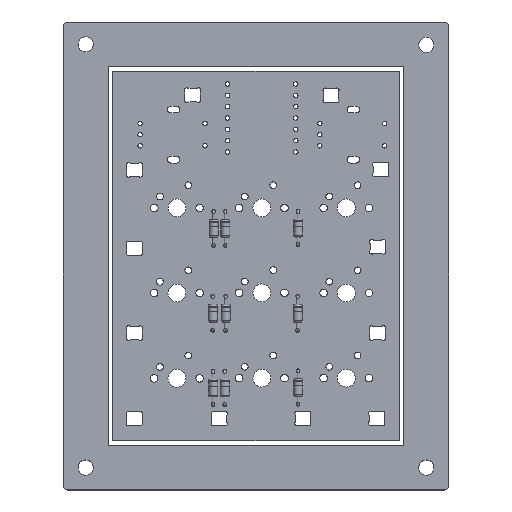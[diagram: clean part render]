
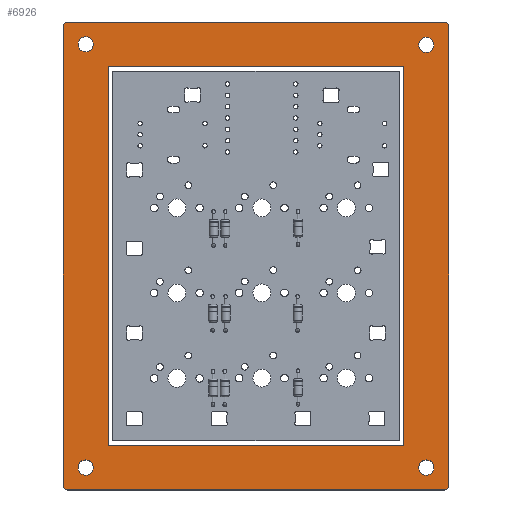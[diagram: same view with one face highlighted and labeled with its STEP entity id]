
A CAD part, top view. The second image highlights one B-rep face of the part: STEP entity #6926.
In plain terms, the highlighted planar face has unit normal (0, 0, 1).
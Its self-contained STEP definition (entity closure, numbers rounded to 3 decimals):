
#546=FACE_BOUND('',#1945,.T.);
#547=FACE_BOUND('',#1946,.T.);
#548=FACE_BOUND('',#1947,.T.);
#549=FACE_BOUND('',#1948,.T.);
#550=FACE_BOUND('',#1949,.T.);
#1059=CIRCLE('',#7795,1.);
#1060=CIRCLE('',#7798,1.);
#1061=CIRCLE('',#7799,1.);
#1062=CIRCLE('',#7800,1.);
#1063=CIRCLE('',#7801,1.7);
#1064=CIRCLE('',#7802,1.7);
#1065=CIRCLE('',#7803,1.7);
#1066=CIRCLE('',#7804,1.7);
#1397=FACE_OUTER_BOUND('',#1944,.T.);
#1944=EDGE_LOOP('',(#6425,#6426,#6427,#6428,#6429,#6430,#6431,#6432));
#1945=EDGE_LOOP('',(#6433));
#1946=EDGE_LOOP('',(#6434));
#1947=EDGE_LOOP('',(#6435));
#1948=EDGE_LOOP('',(#6436));
#1949=EDGE_LOOP('',(#6437,#6438,#6439,#6440));
#2411=LINE('',#11938,#2880);
#2414=LINE('',#11944,#2883);
#2415=LINE('',#11948,#2884);
#2416=LINE('',#11952,#2885);
#2417=LINE('',#11964,#2886);
#2418=LINE('',#11966,#2887);
#2419=LINE('',#11968,#2888);
#2420=LINE('',#11969,#2889);
#2880=VECTOR('',#9932,10.);
#2883=VECTOR('',#9937,10.);
#2884=VECTOR('',#9940,10.);
#2885=VECTOR('',#9943,10.);
#2886=VECTOR('',#9954,10.);
#2887=VECTOR('',#9955,10.);
#2888=VECTOR('',#9956,10.);
#2889=VECTOR('',#9957,10.);
#3536=VERTEX_POINT('',#11931);
#3537=VERTEX_POINT('',#11933);
#3538=VERTEX_POINT('',#11937);
#3540=VERTEX_POINT('',#11943);
#3541=VERTEX_POINT('',#11945);
#3542=VERTEX_POINT('',#11947);
#3543=VERTEX_POINT('',#11949);
#3544=VERTEX_POINT('',#11951);
#3545=VERTEX_POINT('',#11954);
#3546=VERTEX_POINT('',#11956);
#3547=VERTEX_POINT('',#11958);
#3548=VERTEX_POINT('',#11960);
#3549=VERTEX_POINT('',#11962);
#3550=VERTEX_POINT('',#11963);
#3551=VERTEX_POINT('',#11965);
#3552=VERTEX_POINT('',#11967);
#4505=EDGE_CURVE('',#3536,#3537,#1059,.T.);
#4507=EDGE_CURVE('',#3538,#3537,#2411,.T.);
#4510=EDGE_CURVE('',#3536,#3540,#2414,.T.);
#4511=EDGE_CURVE('',#3541,#3540,#1060,.T.);
#4512=EDGE_CURVE('',#3541,#3542,#2415,.T.);
#4513=EDGE_CURVE('',#3543,#3542,#1061,.T.);
#4514=EDGE_CURVE('',#3543,#3544,#2416,.T.);
#4515=EDGE_CURVE('',#3538,#3544,#1062,.T.);
#4516=EDGE_CURVE('',#3545,#3545,#1063,.T.);
#4517=EDGE_CURVE('',#3546,#3546,#1064,.T.);
#4518=EDGE_CURVE('',#3547,#3547,#1065,.T.);
#4519=EDGE_CURVE('',#3548,#3548,#1066,.T.);
#4520=EDGE_CURVE('',#3549,#3550,#2417,.T.);
#4521=EDGE_CURVE('',#3550,#3551,#2418,.T.);
#4522=EDGE_CURVE('',#3551,#3552,#2419,.T.);
#4523=EDGE_CURVE('',#3552,#3549,#2420,.T.);
#6425=ORIENTED_EDGE('',*,*,#4505,.F.);
#6426=ORIENTED_EDGE('',*,*,#4510,.T.);
#6427=ORIENTED_EDGE('',*,*,#4511,.F.);
#6428=ORIENTED_EDGE('',*,*,#4512,.T.);
#6429=ORIENTED_EDGE('',*,*,#4513,.F.);
#6430=ORIENTED_EDGE('',*,*,#4514,.T.);
#6431=ORIENTED_EDGE('',*,*,#4515,.F.);
#6432=ORIENTED_EDGE('',*,*,#4507,.T.);
#6433=ORIENTED_EDGE('',*,*,#4516,.T.);
#6434=ORIENTED_EDGE('',*,*,#4517,.T.);
#6435=ORIENTED_EDGE('',*,*,#4518,.T.);
#6436=ORIENTED_EDGE('',*,*,#4519,.T.);
#6437=ORIENTED_EDGE('',*,*,#4520,.T.);
#6438=ORIENTED_EDGE('',*,*,#4521,.T.);
#6439=ORIENTED_EDGE('',*,*,#4522,.T.);
#6440=ORIENTED_EDGE('',*,*,#4523,.T.);
#6594=PLANE('',#7797);
#6926=ADVANCED_FACE('',(#1397,#546,#547,#548,#549,#550),#6594,.T.);
#7795=AXIS2_PLACEMENT_3D('',#11934,#9927,#9928);
#7797=AXIS2_PLACEMENT_3D('',#11942,#9935,#9936);
#7798=AXIS2_PLACEMENT_3D('',#11946,#9938,#9939);
#7799=AXIS2_PLACEMENT_3D('',#11950,#9941,#9942);
#7800=AXIS2_PLACEMENT_3D('',#11953,#9944,#9945);
#7801=AXIS2_PLACEMENT_3D('',#11955,#9946,#9947);
#7802=AXIS2_PLACEMENT_3D('',#11957,#9948,#9949);
#7803=AXIS2_PLACEMENT_3D('',#11959,#9950,#9951);
#7804=AXIS2_PLACEMENT_3D('',#11961,#9952,#9953);
#9927=DIRECTION('center_axis',(0.,0.,-1.));
#9928=DIRECTION('ref_axis',(0.707,-0.707,0.));
#9932=DIRECTION('',(1.,0.,0.));
#9935=DIRECTION('center_axis',(0.,0.,1.));
#9936=DIRECTION('ref_axis',(1.,0.,0.));
#9937=DIRECTION('',(0.,1.,0.));
#9938=DIRECTION('center_axis',(0.,0.,-1.));
#9939=DIRECTION('ref_axis',(0.707,0.707,0.));
#9940=DIRECTION('',(-1.,0.,0.));
#9941=DIRECTION('center_axis',(0.,0.,-1.));
#9942=DIRECTION('ref_axis',(-0.707,0.707,0.));
#9943=DIRECTION('',(0.,-1.,0.));
#9944=DIRECTION('center_axis',(0.,0.,-1.));
#9945=DIRECTION('ref_axis',(-0.707,-0.707,0.));
#9946=DIRECTION('center_axis',(0.,0.,-1.));
#9947=DIRECTION('ref_axis',(-1.,0.,0.));
#9948=DIRECTION('center_axis',(0.,0.,-1.));
#9949=DIRECTION('ref_axis',(-1.,0.,0.));
#9950=DIRECTION('center_axis',(0.,0.,-1.));
#9951=DIRECTION('ref_axis',(-1.,0.,0.));
#9952=DIRECTION('center_axis',(0.,0.,-1.));
#9953=DIRECTION('ref_axis',(-1.,0.,0.));
#9954=DIRECTION('',(0.,1.,0.));
#9955=DIRECTION('',(1.,0.,0.));
#9956=DIRECTION('',(0.,-1.,0.));
#9957=DIRECTION('',(-1.,0.,0.));
#11931=CARTESIAN_POINT('',(184.5,-116.6,1.51));
#11933=CARTESIAN_POINT('',(183.5,-117.6,1.51));
#11934=CARTESIAN_POINT('Origin',(183.5,-116.6,1.51));
#11937=CARTESIAN_POINT('',(99.3,-117.6,1.51));
#11938=CARTESIAN_POINT('',(98.3,-117.6,1.51));
#11942=CARTESIAN_POINT('Origin',(141.4,-65.25,1.51));
#11943=CARTESIAN_POINT('',(184.5,-13.9,1.51));
#11944=CARTESIAN_POINT('',(184.5,-117.6,1.51));
#11945=CARTESIAN_POINT('',(183.5,-12.9,1.51));
#11946=CARTESIAN_POINT('Origin',(183.5,-13.9,1.51));
#11947=CARTESIAN_POINT('',(99.3,-12.9,1.51));
#11948=CARTESIAN_POINT('',(184.5,-12.9,1.51));
#11949=CARTESIAN_POINT('',(98.3,-13.9,1.51));
#11950=CARTESIAN_POINT('Origin',(99.3,-13.9,1.51));
#11951=CARTESIAN_POINT('',(98.3,-116.6,1.51));
#11952=CARTESIAN_POINT('',(98.3,-12.9,1.51));
#11953=CARTESIAN_POINT('Origin',(99.3,-116.6,1.51));
#11954=CARTESIAN_POINT('',(105.,-112.6,1.51));
#11955=CARTESIAN_POINT('Origin',(103.3,-112.6,1.51));
#11956=CARTESIAN_POINT('',(181.2,-112.6,1.51));
#11957=CARTESIAN_POINT('Origin',(179.5,-112.6,1.51));
#11958=CARTESIAN_POINT('',(105.,-17.9,1.51));
#11959=CARTESIAN_POINT('Origin',(103.3,-17.9,1.51));
#11960=CARTESIAN_POINT('',(181.2,-18.02,1.51));
#11961=CARTESIAN_POINT('Origin',(179.5,-18.02,1.51));
#11962=CARTESIAN_POINT('',(108.3,-107.6,1.51));
#11963=CARTESIAN_POINT('',(108.3,-22.9,1.51));
#11964=CARTESIAN_POINT('',(108.3,-22.9,1.51));
#11965=CARTESIAN_POINT('',(174.5,-22.9,1.51));
#11966=CARTESIAN_POINT('',(174.5,-22.9,1.51));
#11967=CARTESIAN_POINT('',(174.5,-107.6,1.51));
#11968=CARTESIAN_POINT('',(174.5,-107.6,1.51));
#11969=CARTESIAN_POINT('',(108.3,-107.6,1.51));
